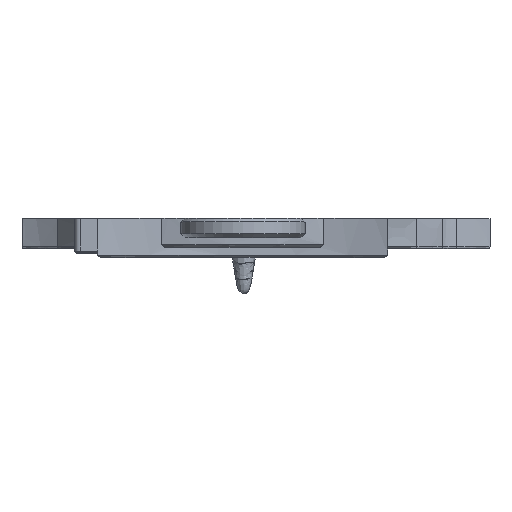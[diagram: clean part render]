
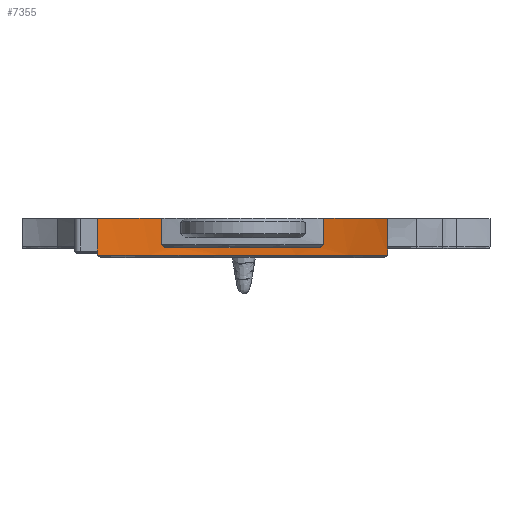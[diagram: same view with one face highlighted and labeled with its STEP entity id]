
A CAD part, top view. The second image highlights one B-rep face of the part: STEP entity #7355.
In plain terms, the highlighted free-form (B-spline) face has degree [1, 2] with [2, 5] control points.
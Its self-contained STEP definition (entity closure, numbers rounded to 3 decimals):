
#119=(
BOUNDED_SURFACE()
B_SPLINE_SURFACE(1,2,((#21065,#21066,#21067,#21068,#21069),(#21070,#21071,
#21072,#21073,#21074)),.UNSPECIFIED.,.F.,.F.,.F.)
B_SPLINE_SURFACE_WITH_KNOTS((2,2),(3,2,3),(-0.101,0.108),
(-2.547,-1.571,-0.595),.UNSPECIFIED.)
GEOMETRIC_REPRESENTATION_ITEM()
RATIONAL_B_SPLINE_SURFACE(((1.,0.883,1.,0.883,1.),
(1.,0.883,1.,0.883,1.)))
REPRESENTATION_ITEM('')
SURFACE()
);
#139=ELLIPSE('',#7829,26.997,6.707);
#142=ELLIPSE('',#7846,26.997,6.707);
#144=ELLIPSE('',#7851,26.997,6.707);
#163=ELLIPSE('',#7943,26.997,6.707);
#164=ELLIPSE('',#7944,26.997,6.707);
#366=B_SPLINE_CURVE_WITH_KNOTS('',3,(#21077,#21078,#21079,#21080),
 .UNSPECIFIED.,.F.,.F.,(4,4),(1.836,1.889),
 .UNSPECIFIED.);
#367=B_SPLINE_CURVE_WITH_KNOTS('',3,(#21084,#21085,#21086,#21087),
 .UNSPECIFIED.,.F.,.F.,(4,4),(0.073,0.199),
 .UNSPECIFIED.);
#368=B_SPLINE_CURVE_WITH_KNOTS('',3,(#21092,#21093,#21094,#21095),
 .UNSPECIFIED.,.F.,.F.,(4,4),(1.382,1.508),
 .UNSPECIFIED.);
#369=B_SPLINE_CURVE_WITH_KNOTS('',3,(#21099,#21100,#21101,#21102),
 .UNSPECIFIED.,.F.,.F.,(4,4),(1.572,1.624),
 .UNSPECIFIED.);
#370=B_SPLINE_CURVE_WITH_KNOTS('',3,(#21107,#21108,#21109,#21110,#21111,
#21112,#21113),.UNSPECIFIED.,.F.,.F.,(4,1,1,1,4),(-2.547,-2.268,
-1.71,-1.152,-0.595),.UNSPECIFIED.);
#621=FACE_OUTER_BOUND('',#1103,.T.);
#1103=EDGE_LOOP('',(#5648,#5649,#5650,#5651,#5652,#5653,#5654,#5655,#5656,
#5657,#5658,#5659,#5660,#5661,#5662,#5663));
#1951=LINE('',#21088,#2604);
#1952=LINE('',#21090,#2605);
#1953=LINE('',#21103,#2606);
#1954=LINE('',#21105,#2607);
#1955=LINE('',#21114,#2608);
#1956=LINE('',#21115,#2609);
#2604=VECTOR('',#9090,10.5);
#2605=VECTOR('',#9091,10.5);
#2606=VECTOR('',#9094,10.5);
#2607=VECTOR('',#9095,10.5);
#2608=VECTOR('',#9096,10.5);
#2609=VECTOR('',#9097,10.5);
#3262=VERTEX_POINT('',#13290);
#3263=VERTEX_POINT('',#13292);
#3325=VERTEX_POINT('',#13515);
#3326=VERTEX_POINT('',#13517);
#3329=VERTEX_POINT('',#13524);
#3330=VERTEX_POINT('',#13525);
#3504=VERTEX_POINT('',#21075);
#3505=VERTEX_POINT('',#21076);
#3506=VERTEX_POINT('',#21081);
#3507=VERTEX_POINT('',#21083);
#3508=VERTEX_POINT('',#21089);
#3509=VERTEX_POINT('',#21091);
#3510=VERTEX_POINT('',#21096);
#3511=VERTEX_POINT('',#21098);
#3512=VERTEX_POINT('',#21104);
#3513=VERTEX_POINT('',#21106);
#3974=EDGE_CURVE('',#3262,#3263,#139,.T.);
#4037=EDGE_CURVE('',#3325,#3326,#142,.T.);
#4042=EDGE_CURVE('',#3330,#3329,#144,.T.);
#4292=EDGE_CURVE('',#3504,#3505,#366,.T.);
#4293=EDGE_CURVE('',#3504,#3506,#163,.T.);
#4294=EDGE_CURVE('',#3506,#3507,#367,.T.);
#4295=EDGE_CURVE('',#3507,#3329,#1951,.T.);
#4296=EDGE_CURVE('',#3330,#3508,#1952,.T.);
#4297=EDGE_CURVE('',#3508,#3509,#368,.T.);
#4298=EDGE_CURVE('',#3509,#3510,#164,.T.);
#4299=EDGE_CURVE('',#3511,#3510,#369,.T.);
#4300=EDGE_CURVE('',#3511,#3326,#1953,.T.);
#4301=EDGE_CURVE('',#3325,#3512,#1954,.F.);
#4302=EDGE_CURVE('',#3513,#3512,#370,.T.);
#4303=EDGE_CURVE('',#3513,#3263,#1955,.F.);
#4304=EDGE_CURVE('',#3262,#3505,#1956,.T.);
#5648=ORIENTED_EDGE('',*,*,#4292,.F.);
#5649=ORIENTED_EDGE('',*,*,#4293,.T.);
#5650=ORIENTED_EDGE('',*,*,#4294,.T.);
#5651=ORIENTED_EDGE('',*,*,#4295,.T.);
#5652=ORIENTED_EDGE('',*,*,#4042,.F.);
#5653=ORIENTED_EDGE('',*,*,#4296,.T.);
#5654=ORIENTED_EDGE('',*,*,#4297,.T.);
#5655=ORIENTED_EDGE('',*,*,#4298,.T.);
#5656=ORIENTED_EDGE('',*,*,#4299,.F.);
#5657=ORIENTED_EDGE('',*,*,#4300,.T.);
#5658=ORIENTED_EDGE('',*,*,#4037,.F.);
#5659=ORIENTED_EDGE('',*,*,#4301,.T.);
#5660=ORIENTED_EDGE('',*,*,#4302,.F.);
#5661=ORIENTED_EDGE('',*,*,#4303,.T.);
#5662=ORIENTED_EDGE('',*,*,#3974,.F.);
#5663=ORIENTED_EDGE('',*,*,#4304,.T.);
#7355=ADVANCED_FACE('',(#621),#119,.T.);
#7829=AXIS2_PLACEMENT_3D('',#13293,#8720,#8721);
#7846=AXIS2_PLACEMENT_3D('',#13518,#8781,#8782);
#7851=AXIS2_PLACEMENT_3D('',#13527,#8791,#8792);
#7943=AXIS2_PLACEMENT_3D('',#21082,#9088,#9089);
#7944=AXIS2_PLACEMENT_3D('',#21097,#9092,#9093);
#8720=DIRECTION('center_axis',(0.,-1.,
0.));
#8721=DIRECTION('ref_axis',(-1.,0.,0.));
#8781=DIRECTION('center_axis',(0.,-1.,
0.));
#8782=DIRECTION('ref_axis',(-1.,0.,0.));
#8791=DIRECTION('center_axis',(0.,-1.,
0.));
#8792=DIRECTION('ref_axis',(-1.,0.,0.));
#9088=DIRECTION('center_axis',(0.,1.,
0.));
#9089=DIRECTION('ref_axis',(-1.,0.,0.));
#9090=DIRECTION('',(0.,1.,0.));
#9091=DIRECTION('',(0.,-1.,0.));
#9092=DIRECTION('center_axis',(0.,1.,
0.));
#9093=DIRECTION('ref_axis',(-1.,0.,0.));
#9094=DIRECTION('',(0.,1.,0.));
#9095=DIRECTION('',(0.,1.,0.));
#9096=DIRECTION('',(0.,-1.,0.));
#9097=DIRECTION('',(0.,-1.,0.));
#13290=CARTESIAN_POINT('',(164.391,32.542,42.035));
#13292=CARTESIAN_POINT('',(174.287,32.542,44.227));
#13293=CARTESIAN_POINT('Origin',(151.924,32.542,47.984));
#13515=CARTESIAN_POINT('',(129.56,32.542,44.227));
#13517=CARTESIAN_POINT('',(139.456,32.542,42.035));
#13518=CARTESIAN_POINT('Origin',(151.924,32.542,47.984));
#13524=CARTESIAN_POINT('',(160.746,32.542,41.645));
#13525=CARTESIAN_POINT('',(143.101,32.542,41.645));
#13527=CARTESIAN_POINT('Origin',(151.924,32.542,47.984));
#21065=CARTESIAN_POINT('Ctrl Pts',(174.287,26.887,44.227));
#21066=CARTESIAN_POINT('Ctrl Pts',(166.257,26.887,41.277));
#21067=CARTESIAN_POINT('Ctrl Pts',(151.924,26.887,41.277));
#21068=CARTESIAN_POINT('Ctrl Pts',(137.59,26.887,41.277));
#21069=CARTESIAN_POINT('Ctrl Pts',(129.56,26.887,44.227));
#21070=CARTESIAN_POINT('Ctrl Pts',(174.287,32.542,44.227));
#21071=CARTESIAN_POINT('Ctrl Pts',(166.257,32.542,41.277));
#21072=CARTESIAN_POINT('Ctrl Pts',(151.924,32.542,41.277));
#21073=CARTESIAN_POINT('Ctrl Pts',(137.59,32.542,41.277));
#21074=CARTESIAN_POINT('Ctrl Pts',(129.56,32.542,44.227));
#21075=CARTESIAN_POINT('',(163.875,28.042,41.97));
#21076=CARTESIAN_POINT('',(164.391,28.462,42.035));
#21077=CARTESIAN_POINT('Ctrl Pts',(163.875,28.042,41.97));
#21078=CARTESIAN_POINT('Ctrl Pts',(164.047,28.182,41.991));
#21079=CARTESIAN_POINT('Ctrl Pts',(164.219,28.322,42.013));
#21080=CARTESIAN_POINT('Ctrl Pts',(164.391,28.462,42.035));
#21081=CARTESIAN_POINT('',(162.289,28.042,41.791));
#21082=CARTESIAN_POINT('Origin',(151.924,28.042,47.984));
#21083=CARTESIAN_POINT('',(160.746,28.462,41.645));
#21084=CARTESIAN_POINT('Ctrl Pts',(162.289,28.042,41.791));
#21085=CARTESIAN_POINT('Ctrl Pts',(161.782,28.198,41.738));
#21086=CARTESIAN_POINT('Ctrl Pts',(161.265,28.337,41.69));
#21087=CARTESIAN_POINT('Ctrl Pts',(160.746,28.462,41.645));
#21088=CARTESIAN_POINT('',(160.746,28.042,41.645));
#21089=CARTESIAN_POINT('',(143.101,28.462,41.645));
#21090=CARTESIAN_POINT('',(143.101,28.042,41.645));
#21091=CARTESIAN_POINT('',(141.558,28.042,41.791));
#21092=CARTESIAN_POINT('Ctrl Pts',(143.101,28.462,41.645));
#21093=CARTESIAN_POINT('Ctrl Pts',(142.582,28.337,41.69));
#21094=CARTESIAN_POINT('Ctrl Pts',(142.066,28.198,41.738));
#21095=CARTESIAN_POINT('Ctrl Pts',(141.558,28.042,41.791));
#21096=CARTESIAN_POINT('',(139.972,28.042,41.97));
#21097=CARTESIAN_POINT('Origin',(151.924,28.042,47.984));
#21098=CARTESIAN_POINT('',(139.456,28.462,42.035));
#21099=CARTESIAN_POINT('Ctrl Pts',(139.456,28.462,42.035));
#21100=CARTESIAN_POINT('Ctrl Pts',(139.628,28.322,42.013));
#21101=CARTESIAN_POINT('Ctrl Pts',(139.8,28.182,41.991));
#21102=CARTESIAN_POINT('Ctrl Pts',(139.972,28.042,41.97));
#21103=CARTESIAN_POINT('',(139.456,29.617,42.035));
#21104=CARTESIAN_POINT('',(129.56,26.887,44.227));
#21105=CARTESIAN_POINT('',(129.56,29.617,44.227));
#21106=CARTESIAN_POINT('',(174.287,26.887,44.227));
#21107=CARTESIAN_POINT('Ctrl Pts',(174.287,26.887,44.227));
#21108=CARTESIAN_POINT('Ctrl Pts',(172.881,26.887,43.71));
#21109=CARTESIAN_POINT('Ctrl Pts',(167.797,26.887,42.305));
#21110=CARTESIAN_POINT('Ctrl Pts',(155.88,26.887,40.987));
#21111=CARTESIAN_POINT('Ctrl Pts',(140.373,26.887,41.529));
#21112=CARTESIAN_POINT('Ctrl Pts',(132.372,26.887,43.194));
#21113=CARTESIAN_POINT('Ctrl Pts',(129.56,26.887,44.227));
#21114=CARTESIAN_POINT('',(174.287,29.617,44.227));
#21115=CARTESIAN_POINT('',(164.391,29.617,42.035));
